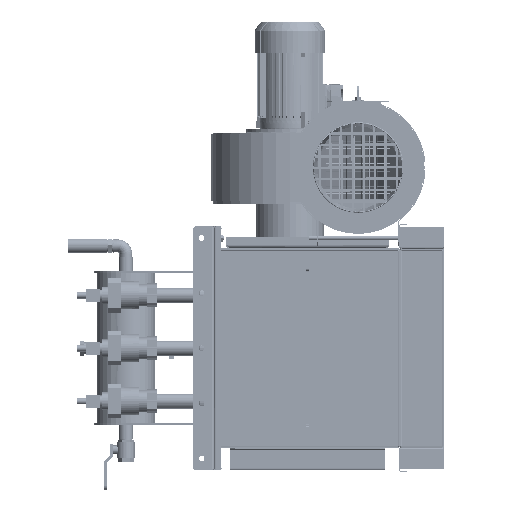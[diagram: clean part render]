
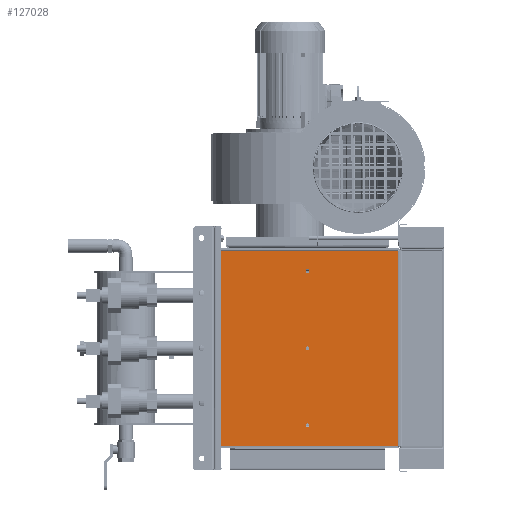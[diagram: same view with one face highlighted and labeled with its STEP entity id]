
A CAD part, left-side view. The second image highlights one B-rep face of the part: STEP entity #127028.
In plain terms, the highlighted face is planar.
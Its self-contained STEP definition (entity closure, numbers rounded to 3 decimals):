
#1656 = VECTOR ( 'NONE', #138356, 1000. ) ;
#3093 = DIRECTION ( 'NONE',  ( 0., -1., 0. ) ) ;
#3716 = CARTESIAN_POINT ( 'NONE',  ( 0., 0., -179.5 ) ) ;
#3767 = EDGE_LOOP ( 'NONE', ( #13973, #95506 ) ) ;
#3770 = CIRCLE ( 'NONE', #31642, 4.5 ) ;
#4147 = CARTESIAN_POINT ( 'NONE',  ( 0., 0., -175. ) ) ;
#7847 = VERTEX_POINT ( 'NONE', #60984 ) ;
#9200 = AXIS2_PLACEMENT_3D ( 'NONE', #4147, #69490, #126295 ) ;
#9310 = EDGE_CURVE ( 'NONE', #92540, #7847, #16133, .T. ) ;
#10420 = CARTESIAN_POINT ( 'NONE',  ( 0., -205.6, 220.6 ) ) ;
#12074 = DIRECTION ( 'NONE',  ( 0., -1., 0. ) ) ;
#12385 = DIRECTION ( 'NONE',  ( -1., 0., 0. ) ) ;
#13934 = FACE_BOUND ( 'NONE', #24190, .T. ) ;
#13973 = ORIENTED_EDGE ( 'NONE', *, *, #20730, .T. ) ;
#16133 = LINE ( 'NONE', #29260, #1656 ) ;
#18787 = EDGE_CURVE ( 'NONE', #120951, #71818, #26636, .T. ) ;
#19632 = VECTOR ( 'NONE', #141270, 1000. ) ;
#20730 = EDGE_CURVE ( 'NONE', #54037, #102865, #80220, .T. ) ;
#20804 = LINE ( 'NONE', #53490, #63982 ) ;
#24054 = DIRECTION ( 'NONE',  ( 0., -1., 0. ) ) ;
#24178 = PLANE ( 'NONE',  #111751 ) ;
#24190 = EDGE_LOOP ( 'NONE', ( #50241, #118995 ) ) ;
#25131 = CARTESIAN_POINT ( 'NONE',  ( 0., 0., -170.5 ) ) ;
#26636 = CIRCLE ( 'NONE', #40722, 4.5 ) ;
#27429 = DIRECTION ( 'NONE',  ( 0., -1., 0. ) ) ;
#27583 = ORIENTED_EDGE ( 'NONE', *, *, #43268, .T. ) ;
#29260 = CARTESIAN_POINT ( 'NONE',  ( 0., -210., 220.6 ) ) ;
#31642 = AXIS2_PLACEMENT_3D ( 'NONE', #111053, #44106, #12074 ) ;
#32183 = CARTESIAN_POINT ( 'NONE',  ( 0., 205.6, 220.6 ) ) ;
#32281 = DIRECTION ( 'NONE',  ( 0., -1., 0. ) ) ;
#33293 = ORIENTED_EDGE ( 'NONE', *, *, #40294, .F. ) ;
#36394 = CARTESIAN_POINT ( 'NONE',  ( 0., 0., 175. ) ) ;
#36811 = AXIS2_PLACEMENT_3D ( 'NONE', #82619, #115400, #116802 ) ;
#40294 = EDGE_CURVE ( 'NONE', #7847, #70274, #96946, .T. ) ;
#40495 = CARTESIAN_POINT ( 'NONE',  ( 0., 0., 4.5 ) ) ;
#40722 = AXIS2_PLACEMENT_3D ( 'NONE', #81227, #136525, #27429 ) ;
#43268 = EDGE_CURVE ( 'NONE', #66470, #143562, #134415, .T. ) ;
#44106 = DIRECTION ( 'NONE',  ( -1., 0., 0. ) ) ;
#44112 = ORIENTED_EDGE ( 'NONE', *, *, #84112, .F. ) ;
#45976 = FACE_OUTER_BOUND ( 'NONE', #106620, .T. ) ;
#50241 = ORIENTED_EDGE ( 'NONE', *, *, #18787, .T. ) ;
#53490 = CARTESIAN_POINT ( 'NONE',  ( 0., 210., -220.6 ) ) ;
#54037 = VERTEX_POINT ( 'NONE', #40495 ) ;
#57579 = EDGE_LOOP ( 'NONE', ( #27583, #82010 ) ) ;
#60984 = CARTESIAN_POINT ( 'NONE',  ( 0., 205.6, 220.6 ) ) ;
#63982 = VECTOR ( 'NONE', #74633, 1000. ) ;
#64043 = ORIENTED_EDGE ( 'NONE', *, *, #137887, .F. ) ;
#66470 = VERTEX_POINT ( 'NONE', #25131 ) ;
#69490 = DIRECTION ( 'NONE',  ( -1., 0., 0. ) ) ;
#70274 = VERTEX_POINT ( 'NONE', #125598 ) ;
#71818 = VERTEX_POINT ( 'NONE', #141327 ) ;
#72467 = VECTOR ( 'NONE', #141245, 1000. ) ;
#74633 = DIRECTION ( 'NONE',  ( 0., -1., 0. ) ) ;
#80069 = CARTESIAN_POINT ( 'NONE',  ( 0., -205.6, -220.6 ) ) ;
#80220 = CIRCLE ( 'NONE', #129040, 4.5 ) ;
#81227 = CARTESIAN_POINT ( 'NONE',  ( 0., 0., 175. ) ) ;
#82010 = ORIENTED_EDGE ( 'NONE', *, *, #133367, .T. ) ;
#82619 = CARTESIAN_POINT ( 'NONE',  ( 0., 0., -175. ) ) ;
#84112 = EDGE_CURVE ( 'NONE', #70274, #137999, #20804, .T. ) ;
#85561 = CIRCLE ( 'NONE', #129711, 4.5 ) ;
#91065 = DIRECTION ( 'NONE',  ( -1., 0., 0. ) ) ;
#91453 = ORIENTED_EDGE ( 'NONE', *, *, #9310, .F. ) ;
#92540 = VERTEX_POINT ( 'NONE', #10420 ) ;
#95506 = ORIENTED_EDGE ( 'NONE', *, *, #101050, .T. ) ;
#96946 = LINE ( 'NONE', #32183, #19632 ) ;
#98334 = LINE ( 'NONE', #130336, #72467 ) ;
#101050 = EDGE_CURVE ( 'NONE', #102865, #54037, #3770, .T. ) ;
#102865 = VERTEX_POINT ( 'NONE', #133976 ) ;
#106620 = EDGE_LOOP ( 'NONE', ( #33293, #91453, #64043, #44112 ) ) ;
#111053 = CARTESIAN_POINT ( 'NONE',  ( 0., 0., 0. ) ) ;
#111751 = AXIS2_PLACEMENT_3D ( 'NONE', #136849, #91065, #3093 ) ;
#113644 = FACE_BOUND ( 'NONE', #3767, .T. ) ;
#113807 = CIRCLE ( 'NONE', #9200, 4.5 ) ;
#114332 = FACE_BOUND ( 'NONE', #57579, .T. ) ;
#115400 = DIRECTION ( 'NONE',  ( -1., 0., 0. ) ) ;
#116802 = DIRECTION ( 'NONE',  ( 0., -1., 0. ) ) ;
#118858 = CARTESIAN_POINT ( 'NONE',  ( 0., 0., 0. ) ) ;
#118995 = ORIENTED_EDGE ( 'NONE', *, *, #143330, .T. ) ;
#120951 = VERTEX_POINT ( 'NONE', #131357 ) ;
#125598 = CARTESIAN_POINT ( 'NONE',  ( 0., 205.6, -220.6 ) ) ;
#126295 = DIRECTION ( 'NONE',  ( 0., -1., 0. ) ) ;
#127028 = ADVANCED_FACE ( 'NONE', ( #113644, #13934, #45976, #114332 ), #24178, .F. ) ;
#129040 = AXIS2_PLACEMENT_3D ( 'NONE', #118858, #130463, #32281 ) ;
#129711 = AXIS2_PLACEMENT_3D ( 'NONE', #36394, #12385, #24054 ) ;
#130336 = CARTESIAN_POINT ( 'NONE',  ( 0., -205.6, -220.6 ) ) ;
#130463 = DIRECTION ( 'NONE',  ( -1., 0., 0. ) ) ;
#131357 = CARTESIAN_POINT ( 'NONE',  ( 0., 0., 179.5 ) ) ;
#133367 = EDGE_CURVE ( 'NONE', #143562, #66470, #113807, .T. ) ;
#133976 = CARTESIAN_POINT ( 'NONE',  ( 0., 0., -4.5 ) ) ;
#134415 = CIRCLE ( 'NONE', #36811, 4.5 ) ;
#136525 = DIRECTION ( 'NONE',  ( -1., 0., 0. ) ) ;
#136849 = CARTESIAN_POINT ( 'NONE',  ( 0., 210., -225. ) ) ;
#137887 = EDGE_CURVE ( 'NONE', #137999, #92540, #98334, .T. ) ;
#137999 = VERTEX_POINT ( 'NONE', #80069 ) ;
#138356 = DIRECTION ( 'NONE',  ( 0., 1., 0. ) ) ;
#141245 = DIRECTION ( 'NONE',  ( 0., 0., 1. ) ) ;
#141270 = DIRECTION ( 'NONE',  ( 0., 0., -1. ) ) ;
#141327 = CARTESIAN_POINT ( 'NONE',  ( 0., 0., 170.5 ) ) ;
#143330 = EDGE_CURVE ( 'NONE', #71818, #120951, #85561, .T. ) ;
#143562 = VERTEX_POINT ( 'NONE', #3716 ) ;
